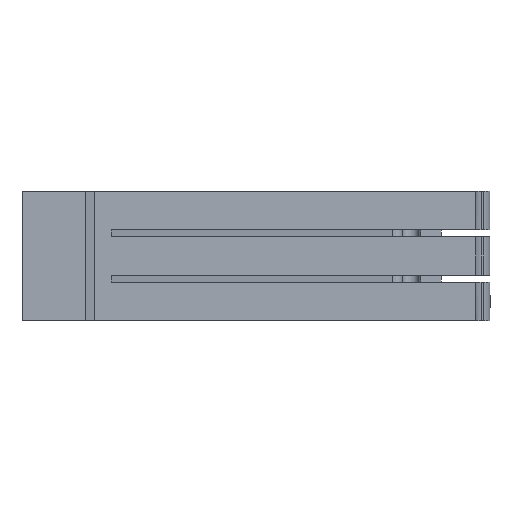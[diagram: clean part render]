
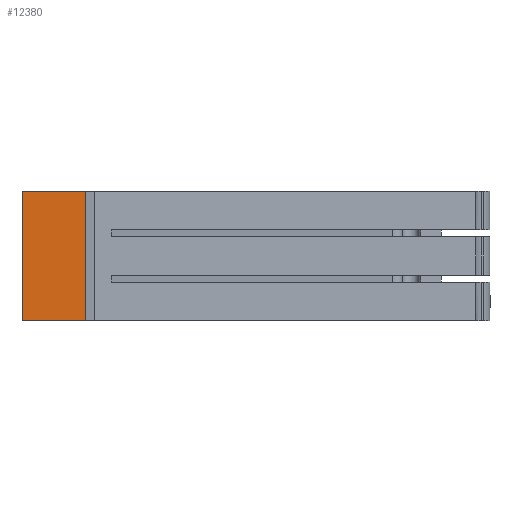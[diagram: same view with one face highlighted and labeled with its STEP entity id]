
A CAD part, left-side view. The second image highlights one B-rep face of the part: STEP entity #12380.
In plain terms, the highlighted planar face has unit normal (-1, 0, 0).
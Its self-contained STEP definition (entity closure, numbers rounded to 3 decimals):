
#2057 = PLANE('',#2058);
#2058 = AXIS2_PLACEMENT_3D('',#2059,#2060,#2061);
#2059 = CARTESIAN_POINT('',(0.,11.93,-3.81));
#2060 = DIRECTION('',(-0.,-0.,-1.));
#2061 = DIRECTION('',(-1.,0.,0.));
#2244 = PLANE('',#2245);
#2245 = AXIS2_PLACEMENT_3D('',#2246,#2247,#2248);
#2246 = CARTESIAN_POINT('',(0.,11.93,3.81));
#2247 = DIRECTION('',(0.,0.,1.));
#2248 = DIRECTION('',(1.,0.,-0.));
#9296 = VERTEX_POINT('',#9297);
#9297 = CARTESIAN_POINT('',(-4.5,23.75,-3.81));
#9311 = PLANE('',#9312);
#9312 = AXIS2_PLACEMENT_3D('',#9313,#9314,#9315);
#9313 = CARTESIAN_POINT('',(-2.5,23.75,-3.81));
#9314 = DIRECTION('',(0.,1.,0.));
#9315 = DIRECTION('',(1.,0.,0.));
#9323 = EDGE_CURVE('',#9296,#9324,#9326,.T.);
#9324 = VERTEX_POINT('',#9325);
#9325 = CARTESIAN_POINT('',(-4.5,27.5,-3.81));
#9326 = SURFACE_CURVE('',#9327,(#9331,#9338),.PCURVE_S1.);
#9327 = LINE('',#9328,#9329);
#9328 = CARTESIAN_POINT('',(-4.5,23.75,-3.81));
#9329 = VECTOR('',#9330,1.);
#9330 = DIRECTION('',(0.,1.,0.));
#9331 = PCURVE('',#2057,#9332);
#9332 = DEFINITIONAL_REPRESENTATION('',(#9333),#9337);
#9333 = LINE('',#9334,#9335);
#9334 = CARTESIAN_POINT('',(4.5,11.82));
#9335 = VECTOR('',#9336,1.);
#9336 = DIRECTION('',(0.,1.));
#9337 = ( GEOMETRIC_REPRESENTATION_CONTEXT(2) 
PARAMETRIC_REPRESENTATION_CONTEXT() REPRESENTATION_CONTEXT('2D SPACE',''
  ) );
#9338 = PCURVE('',#9339,#9344);
#9339 = PLANE('',#9340);
#9340 = AXIS2_PLACEMENT_3D('',#9341,#9342,#9343);
#9341 = CARTESIAN_POINT('',(-4.5,23.75,-3.81));
#9342 = DIRECTION('',(1.,0.,0.));
#9343 = DIRECTION('',(0.,-1.,0.));
#9344 = DEFINITIONAL_REPRESENTATION('',(#9345),#9349);
#9345 = LINE('',#9346,#9347);
#9346 = CARTESIAN_POINT('',(-0.,0.));
#9347 = VECTOR('',#9348,1.);
#9348 = DIRECTION('',(-1.,0.));
#9349 = ( GEOMETRIC_REPRESENTATION_CONTEXT(2) 
PARAMETRIC_REPRESENTATION_CONTEXT() REPRESENTATION_CONTEXT('2D SPACE',''
  ) );
#9367 = PLANE('',#9368);
#9368 = AXIS2_PLACEMENT_3D('',#9369,#9370,#9371);
#9369 = CARTESIAN_POINT('',(-4.5,27.5,-3.81));
#9370 = DIRECTION('',(-0.,-1.,-0.));
#9371 = DIRECTION('',(-1.,0.,0.));
#12337 = VERTEX_POINT('',#12338);
#12338 = CARTESIAN_POINT('',(-4.5,23.75,3.81));
#12359 = EDGE_CURVE('',#9296,#12337,#12360,.T.);
#12360 = SURFACE_CURVE('',#12361,(#12365,#12372),.PCURVE_S1.);
#12361 = LINE('',#12362,#12363);
#12362 = CARTESIAN_POINT('',(-4.5,23.75,-3.81));
#12363 = VECTOR('',#12364,1.);
#12364 = DIRECTION('',(0.,0.,1.));
#12365 = PCURVE('',#9311,#12366);
#12366 = DEFINITIONAL_REPRESENTATION('',(#12367),#12371);
#12367 = LINE('',#12368,#12369);
#12368 = CARTESIAN_POINT('',(-2.,0.));
#12369 = VECTOR('',#12370,1.);
#12370 = DIRECTION('',(-0.,-1.));
#12371 = ( GEOMETRIC_REPRESENTATION_CONTEXT(2) 
PARAMETRIC_REPRESENTATION_CONTEXT() REPRESENTATION_CONTEXT('2D SPACE',''
  ) );
#12372 = PCURVE('',#9339,#12373);
#12373 = DEFINITIONAL_REPRESENTATION('',(#12374),#12378);
#12374 = LINE('',#12375,#12376);
#12375 = CARTESIAN_POINT('',(-0.,0.));
#12376 = VECTOR('',#12377,1.);
#12377 = DIRECTION('',(-0.,-1.));
#12378 = ( GEOMETRIC_REPRESENTATION_CONTEXT(2) 
PARAMETRIC_REPRESENTATION_CONTEXT() REPRESENTATION_CONTEXT('2D SPACE',''
  ) );
#12380 = ADVANCED_FACE('',(#12381),#9339,.F.);
#12381 = FACE_BOUND('',#12382,.T.);
#12382 = EDGE_LOOP('',(#12383,#12384,#12407,#12428));
#12383 = ORIENTED_EDGE('',*,*,#12359,.T.);
#12384 = ORIENTED_EDGE('',*,*,#12385,.T.);
#12385 = EDGE_CURVE('',#12337,#12386,#12388,.T.);
#12386 = VERTEX_POINT('',#12387);
#12387 = CARTESIAN_POINT('',(-4.5,27.5,3.81));
#12388 = SURFACE_CURVE('',#12389,(#12393,#12400),.PCURVE_S1.);
#12389 = LINE('',#12390,#12391);
#12390 = CARTESIAN_POINT('',(-4.5,23.75,3.81));
#12391 = VECTOR('',#12392,1.);
#12392 = DIRECTION('',(0.,1.,0.));
#12393 = PCURVE('',#9339,#12394);
#12394 = DEFINITIONAL_REPRESENTATION('',(#12395),#12399);
#12395 = LINE('',#12396,#12397);
#12396 = CARTESIAN_POINT('',(-0.,-7.62));
#12397 = VECTOR('',#12398,1.);
#12398 = DIRECTION('',(-1.,0.));
#12399 = ( GEOMETRIC_REPRESENTATION_CONTEXT(2) 
PARAMETRIC_REPRESENTATION_CONTEXT() REPRESENTATION_CONTEXT('2D SPACE',''
  ) );
#12400 = PCURVE('',#2244,#12401);
#12401 = DEFINITIONAL_REPRESENTATION('',(#12402),#12406);
#12402 = LINE('',#12403,#12404);
#12403 = CARTESIAN_POINT('',(-4.5,11.82));
#12404 = VECTOR('',#12405,1.);
#12405 = DIRECTION('',(0.,1.));
#12406 = ( GEOMETRIC_REPRESENTATION_CONTEXT(2) 
PARAMETRIC_REPRESENTATION_CONTEXT() REPRESENTATION_CONTEXT('2D SPACE',''
  ) );
#12407 = ORIENTED_EDGE('',*,*,#12408,.F.);
#12408 = EDGE_CURVE('',#9324,#12386,#12409,.T.);
#12409 = SURFACE_CURVE('',#12410,(#12414,#12421),.PCURVE_S1.);
#12410 = LINE('',#12411,#12412);
#12411 = CARTESIAN_POINT('',(-4.5,27.5,-3.81));
#12412 = VECTOR('',#12413,1.);
#12413 = DIRECTION('',(0.,0.,1.));
#12414 = PCURVE('',#9339,#12415);
#12415 = DEFINITIONAL_REPRESENTATION('',(#12416),#12420);
#12416 = LINE('',#12417,#12418);
#12417 = CARTESIAN_POINT('',(-3.75,0.));
#12418 = VECTOR('',#12419,1.);
#12419 = DIRECTION('',(-0.,-1.));
#12420 = ( GEOMETRIC_REPRESENTATION_CONTEXT(2) 
PARAMETRIC_REPRESENTATION_CONTEXT() REPRESENTATION_CONTEXT('2D SPACE',''
  ) );
#12421 = PCURVE('',#9367,#12422);
#12422 = DEFINITIONAL_REPRESENTATION('',(#12423),#12427);
#12423 = LINE('',#12424,#12425);
#12424 = CARTESIAN_POINT('',(-0.,0.));
#12425 = VECTOR('',#12426,1.);
#12426 = DIRECTION('',(-0.,-1.));
#12427 = ( GEOMETRIC_REPRESENTATION_CONTEXT(2) 
PARAMETRIC_REPRESENTATION_CONTEXT() REPRESENTATION_CONTEXT('2D SPACE',''
  ) );
#12428 = ORIENTED_EDGE('',*,*,#9323,.F.);
